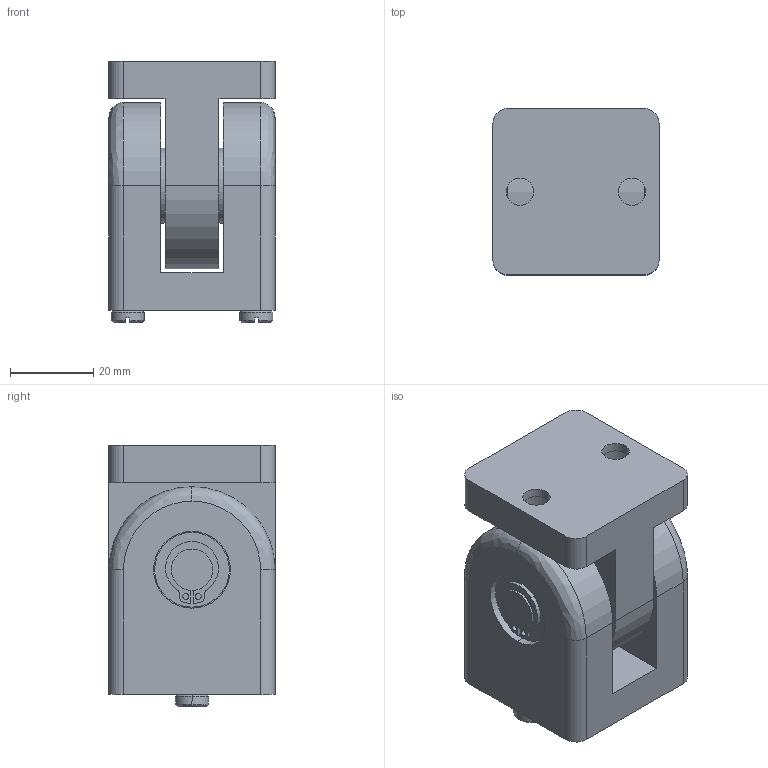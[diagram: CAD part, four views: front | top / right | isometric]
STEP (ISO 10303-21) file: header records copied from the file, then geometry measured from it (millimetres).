
FILE_DESCRIPTION (( 'STEP AP214' ), '1' );
FILE_NAME ('SZ1050N Heavy Duty Joint 40x40. Natural.STEP', '2021-10-21T09:53:02', ( '' ), ( '' ), 'SwSTEP 2.0', 'SolidWorks 2021', '' );
FILE_SCHEMA (( 'AUTOMOTIVE_DESIGN' ));
Length unit declared in the file: millimetre
Products named in the file (1): SZ1050N Heavy Duty Joint 40x40. Natural
Bounding box: 40 x 40 x 63 mm (x, y, z)
Volume: 81205.4 mm3; surface area: 27975.2 mm2
Topology: 11 solids, 11 shells, 241 faces, 565 edges, 358 vertices
Faces by surface type: cylinder 120, plane 63, cone 38, bspline 20
Entity records: 10814 total; most frequent: CARTESIAN_POINT 2321, DIRECTION 1291, ORIENTED_EDGE 1122, EDGE_CURVE 561, AXIS2_PLACEMENT_3D 534, VERTEX_POINT 358, CIRCLE 312, EDGE_LOOP 285
